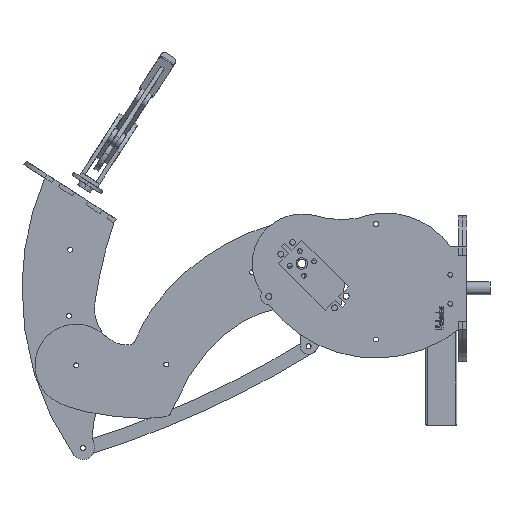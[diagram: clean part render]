
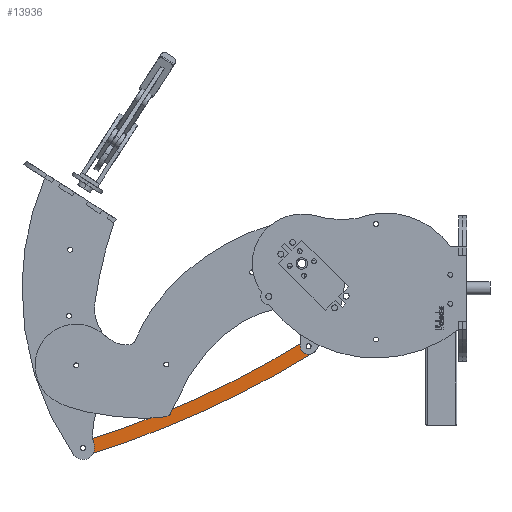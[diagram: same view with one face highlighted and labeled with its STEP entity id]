
A CAD part, left-side view. The second image highlights one B-rep face of the part: STEP entity #13936.
In plain terms, the highlighted face is planar.
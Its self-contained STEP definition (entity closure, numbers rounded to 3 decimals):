
#14 = CIRCLE ( 'NONE', #5410, 1.5 ) ;
#128 = ORIENTED_EDGE ( 'NONE', *, *, #4498, .T. ) ;
#268 = CARTESIAN_POINT ( 'NONE',  ( 3., 75., -603.115 ) ) ;
#365 = DIRECTION ( 'NONE',  ( -1., 0., 0. ) ) ;
#504 = DIRECTION ( 'NONE',  ( 1., 0., 0. ) ) ;
#783 = EDGE_CURVE ( 'NONE', #7088, #5232, #19656, .T. ) ;
#872 = EDGE_CURVE ( 'NONE', #3313, #17426, #10866, .T. ) ;
#1469 = CARTESIAN_POINT ( 'NONE',  ( 3., 112.5, -301.558 ) ) ;
#1843 = DIRECTION ( 'NONE',  ( 0., 0., 1. ) ) ;
#2172 = CARTESIAN_POINT ( 'NONE',  ( 3., 0., 0. ) ) ;
#2393 = CARTESIAN_POINT ( 'NONE',  ( 3., 0., 0. ) ) ;
#2830 = AXIS2_PLACEMENT_3D ( 'NONE', #14685, #5305, #16246 ) ;
#2854 = CIRCLE ( 'NONE', #2956, 1.5 ) ;
#2925 = ORIENTED_EDGE ( 'NONE', *, *, #872, .T. ) ;
#2956 = AXIS2_PLACEMENT_3D ( 'NONE', #4795, #15738, #6351 ) ;
#3045 = DIRECTION ( 'NONE',  ( 0., 0., 1. ) ) ;
#3313 = VERTEX_POINT ( 'NONE', #18353 ) ;
#4498 = EDGE_CURVE ( 'NONE', #16808, #7578, #16718, .T. ) ;
#4669 = DIRECTION ( 'NONE',  ( 1., 0., 0. ) ) ;
#4795 = CARTESIAN_POINT ( 'NONE',  ( 3., 150., 0. ) ) ;
#5232 = VERTEX_POINT ( 'NONE', #7268 ) ;
#5279 = AXIS2_PLACEMENT_3D ( 'NONE', #268, #11224, #1843 ) ;
#5305 = DIRECTION ( 'NONE',  ( 1., 0., 0. ) ) ;
#5410 = AXIS2_PLACEMENT_3D ( 'NONE', #14035, #4669, #15604 ) ;
#5550 = CARTESIAN_POINT ( 'NONE',  ( 3., 75., -603.115 ) ) ;
#5580 = ORIENTED_EDGE ( 'NONE', *, *, #783, .F. ) ;
#6351 = DIRECTION ( 'NONE',  ( 0., 0., -1. ) ) ;
#6363 = DIRECTION ( 'NONE',  ( 0., 0., -1. ) ) ;
#6810 = CARTESIAN_POINT ( 'NONE',  ( 3., 75., -569.08 ) ) ;
#6864 = VERTEX_POINT ( 'NONE', #6885 ) ;
#6885 = CARTESIAN_POINT ( 'NONE',  ( 3., 75., 9.607 ) ) ;
#7088 = VERTEX_POINT ( 'NONE', #7361 ) ;
#7111 = DIRECTION ( 'NONE',  ( 0., 0., 1. ) ) ;
#7224 = AXIS2_PLACEMENT_3D ( 'NONE', #2172, #14351, #18368 ) ;
#7264 = FACE_OUTER_BOUND ( 'NONE', #8493, .T. ) ;
#7268 = CARTESIAN_POINT ( 'NONE',  ( 3., 0., -1.5 ) ) ;
#7361 = CARTESIAN_POINT ( 'NONE',  ( 3., 0., 1.5 ) ) ;
#7578 = VERTEX_POINT ( 'NONE', #13458 ) ;
#7595 = EDGE_LOOP ( 'NONE', ( #13454, #11662 ) ) ;
#7902 = VERTEX_POINT ( 'NONE', #17397 ) ;
#8009 = CARTESIAN_POINT ( 'NONE',  ( 3., 150., 5. ) ) ;
#8407 = DIRECTION ( 'NONE',  ( 0., 0., -1. ) ) ;
#8493 = EDGE_LOOP ( 'NONE', ( #9926, #14774, #2925, #15676, #128, #14121 ) ) ;
#8882 = FACE_BOUND ( 'NONE', #20218, .T. ) ;
#9250 = PLANE ( 'NONE',  #18563 ) ;
#9263 = EDGE_CURVE ( 'NONE', #16774, #7902, #14, .T. ) ;
#9570 = CARTESIAN_POINT ( 'NONE',  ( 3., 75., 1.096 ) ) ;
#9865 = CARTESIAN_POINT ( 'NONE',  ( 3., 0., 0. ) ) ;
#9926 = ORIENTED_EDGE ( 'NONE', *, *, #16423, .T. ) ;
#10120 = AXIS2_PLACEMENT_3D ( 'NONE', #5550, #16489, #7111 ) ;
#10866 = CIRCLE ( 'NONE', #7224, 5. ) ;
#11099 = CIRCLE ( 'NONE', #10120, 612.723 ) ;
#11147 = DIRECTION ( 'NONE',  ( 1., 0., 0. ) ) ;
#11224 = DIRECTION ( 'NONE',  ( 1., 0., 0. ) ) ;
#11303 = EDGE_CURVE ( 'NONE', #7902, #16774, #2854, .T. ) ;
#11440 = DIRECTION ( 'NONE',  ( 0., 0., -1. ) ) ;
#11662 = ORIENTED_EDGE ( 'NONE', *, *, #9263, .F. ) ;
#11775 = CIRCLE ( 'NONE', #15142, 570.176 ) ;
#12042 = EDGE_CURVE ( 'NONE', #7578, #14055, #15547, .T. ) ;
#12165 = ORIENTED_EDGE ( 'NONE', *, *, #14678, .F. ) ;
#12409 = DIRECTION ( 'NONE',  ( -1., 0., 0. ) ) ;
#13351 = CIRCLE ( 'NONE', #17412, 1.5 ) ;
#13454 = ORIENTED_EDGE ( 'NONE', *, *, #11303, .F. ) ;
#13458 = CARTESIAN_POINT ( 'NONE',  ( 3., 146.317, -3.381 ) ) ;
#13936 = ADVANCED_FACE ( 'NONE', ( #15017, #7264, #8882 ), #9250, .F. ) ;
#14035 = CARTESIAN_POINT ( 'NONE',  ( 3., 150., 0. ) ) ;
#14055 = VERTEX_POINT ( 'NONE', #8009 ) ;
#14121 = ORIENTED_EDGE ( 'NONE', *, *, #12042, .T. ) ;
#14169 = CARTESIAN_POINT ( 'NONE',  ( 3., 3.683, -3.381 ) ) ;
#14351 = DIRECTION ( 'NONE',  ( 1., 0., 0. ) ) ;
#14416 = DIRECTION ( 'NONE',  ( 0., 0., -1. ) ) ;
#14678 = EDGE_CURVE ( 'NONE', #5232, #7088, #13351, .T. ) ;
#14685 = CARTESIAN_POINT ( 'NONE',  ( 3., 150., 0. ) ) ;
#14774 = ORIENTED_EDGE ( 'NONE', *, *, #18000, .T. ) ;
#15017 = FACE_BOUND ( 'NONE', #7595, .T. ) ;
#15142 = AXIS2_PLACEMENT_3D ( 'NONE', #6810, #17773, #8407 ) ;
#15547 = CIRCLE ( 'NONE', #2830, 5. ) ;
#15604 = DIRECTION ( 'NONE',  ( 0., 0., -1. ) ) ;
#15655 = CARTESIAN_POINT ( 'NONE',  ( 3., 150., -1.5 ) ) ;
#15676 = ORIENTED_EDGE ( 'NONE', *, *, #19853, .T. ) ;
#15738 = DIRECTION ( 'NONE',  ( 1., 0., 0. ) ) ;
#15753 = CARTESIAN_POINT ( 'NONE',  ( 3., 75., -569.08 ) ) ;
#16246 = DIRECTION ( 'NONE',  ( 0., 0., -1. ) ) ;
#16423 = EDGE_CURVE ( 'NONE', #14055, #6864, #11099, .T. ) ;
#16489 = DIRECTION ( 'NONE',  ( 1., 0., 0. ) ) ;
#16718 = CIRCLE ( 'NONE', #18814, 570.176 ) ;
#16774 = VERTEX_POINT ( 'NONE', #15655 ) ;
#16808 = VERTEX_POINT ( 'NONE', #9570 ) ;
#17397 = CARTESIAN_POINT ( 'NONE',  ( 3., 150., 1.5 ) ) ;
#17412 = AXIS2_PLACEMENT_3D ( 'NONE', #9865, #504, #11440 ) ;
#17426 = VERTEX_POINT ( 'NONE', #14169 ) ;
#17773 = DIRECTION ( 'NONE',  ( -1., 0., 0. ) ) ;
#18000 = EDGE_CURVE ( 'NONE', #6864, #3313, #18434, .T. ) ;
#18353 = CARTESIAN_POINT ( 'NONE',  ( 3., 0., 5. ) ) ;
#18368 = DIRECTION ( 'NONE',  ( 0., 0., -1. ) ) ;
#18434 = CIRCLE ( 'NONE', #5279, 612.723 ) ;
#18563 = AXIS2_PLACEMENT_3D ( 'NONE', #1469, #12409, #3045 ) ;
#18814 = AXIS2_PLACEMENT_3D ( 'NONE', #15753, #365, #6363 ) ;
#19143 = AXIS2_PLACEMENT_3D ( 'NONE', #2393, #11147, #14416 ) ;
#19656 = CIRCLE ( 'NONE', #19143, 1.5 ) ;
#19853 = EDGE_CURVE ( 'NONE', #17426, #16808, #11775, .T. ) ;
#20218 = EDGE_LOOP ( 'NONE', ( #5580, #12165 ) ) ;
